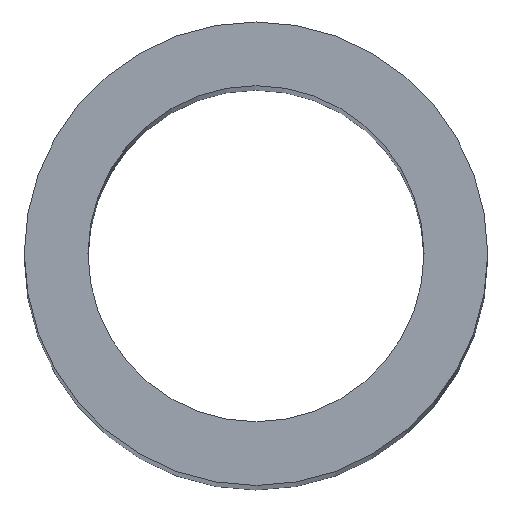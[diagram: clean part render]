
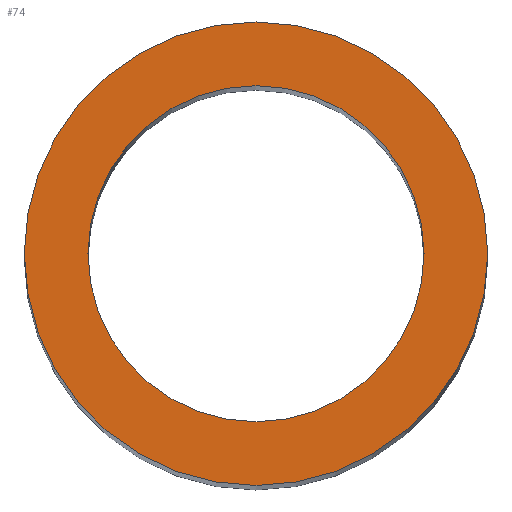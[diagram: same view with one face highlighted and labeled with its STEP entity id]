
A CAD part, top view. The second image highlights one B-rep face of the part: STEP entity #74.
In plain terms, the highlighted planar face has unit normal (0, 0, 1).
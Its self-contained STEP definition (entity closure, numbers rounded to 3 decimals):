
#2 = VERTEX_POINT ( 'NONE', #209 ) ;
#10 = ORIENTED_EDGE ( 'NONE', *, *, #32, .T. ) ;
#20 = DIRECTION ( 'NONE',  ( 0., 0., 1. ) ) ;
#24 = DIRECTION ( 'NONE',  ( 0., 0., 1. ) ) ;
#28 = EDGE_LOOP ( 'NONE', ( #77, #58 ) ) ;
#32 = EDGE_CURVE ( 'NONE', #142, #2, #128, .T. ) ;
#44 = CARTESIAN_POINT ( 'NONE',  ( -4., 0., 45. ) ) ;
#46 = DIRECTION ( 'NONE',  ( 0., 0., 1. ) ) ;
#53 = AXIS2_PLACEMENT_3D ( 'NONE', #212, #88, #111 ) ;
#58 = ORIENTED_EDGE ( 'NONE', *, *, #249, .F. ) ;
#60 = CIRCLE ( 'NONE', #186, 2.9 ) ;
#62 = CARTESIAN_POINT ( 'NONE',  ( 2.9, 0., 45. ) ) ;
#68 = CARTESIAN_POINT ( 'NONE',  ( 0., 0., 45. ) ) ;
#74 = ADVANCED_FACE ( 'NONE', ( #86, #178 ), #106, .T. ) ;
#77 = ORIENTED_EDGE ( 'NONE', *, *, #174, .F. ) ;
#82 = ORIENTED_EDGE ( 'NONE', *, *, #181, .T. ) ;
#84 = CARTESIAN_POINT ( 'NONE',  ( 0., 0., 45. ) ) ;
#85 = VERTEX_POINT ( 'NONE', #62 ) ;
#86 = FACE_OUTER_BOUND ( 'NONE', #169, .T. ) ;
#88 = DIRECTION ( 'NONE',  ( 0., 0., 1. ) ) ;
#101 = AXIS2_PLACEMENT_3D ( 'NONE', #84, #20, #151 ) ;
#102 = DIRECTION ( 'NONE',  ( 1., 0., 0. ) ) ;
#106 = PLANE ( 'NONE',  #101 ) ;
#110 = DIRECTION ( 'NONE',  ( 1., 0., 0. ) ) ;
#111 = DIRECTION ( 'NONE',  ( 1., 0., 0. ) ) ;
#125 = AXIS2_PLACEMENT_3D ( 'NONE', #226, #24, #102 ) ;
#128 = CIRCLE ( 'NONE', #125, 4. ) ;
#131 = CARTESIAN_POINT ( 'NONE',  ( 0., 0., 45. ) ) ;
#142 = VERTEX_POINT ( 'NONE', #44 ) ;
#145 = AXIS2_PLACEMENT_3D ( 'NONE', #131, #46, #110 ) ;
#151 = DIRECTION ( 'NONE',  ( 1., 0., 0. ) ) ;
#156 = DIRECTION ( 'NONE',  ( 1., 0., 0. ) ) ;
#169 = EDGE_LOOP ( 'NONE', ( #10, #82 ) ) ;
#174 = EDGE_CURVE ( 'NONE', #184, #85, #247, .T. ) ;
#178 = FACE_BOUND ( 'NONE', #28, .T. ) ;
#181 = EDGE_CURVE ( 'NONE', #2, #142, #238, .T. ) ;
#184 = VERTEX_POINT ( 'NONE', #246 ) ;
#186 = AXIS2_PLACEMENT_3D ( 'NONE', #68, #215, #156 ) ;
#209 = CARTESIAN_POINT ( 'NONE',  ( 4., 0., 45. ) ) ;
#212 = CARTESIAN_POINT ( 'NONE',  ( 0., 0., 45. ) ) ;
#215 = DIRECTION ( 'NONE',  ( 0., 0., 1. ) ) ;
#226 = CARTESIAN_POINT ( 'NONE',  ( 0., 0., 45. ) ) ;
#238 = CIRCLE ( 'NONE', #53, 4. ) ;
#246 = CARTESIAN_POINT ( 'NONE',  ( -2.9, 0., 45. ) ) ;
#247 = CIRCLE ( 'NONE', #145, 2.9 ) ;
#249 = EDGE_CURVE ( 'NONE', #85, #184, #60, .T. ) ;
